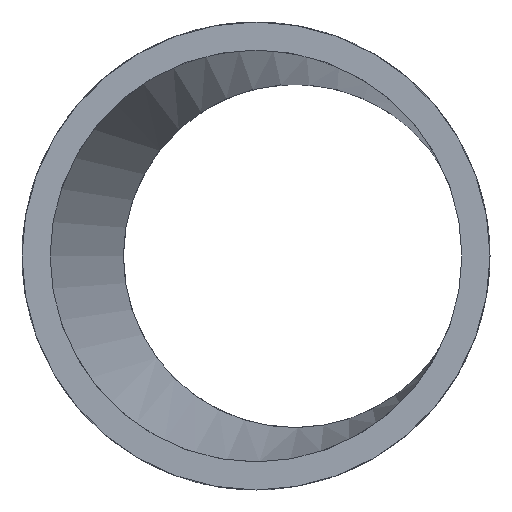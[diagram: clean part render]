
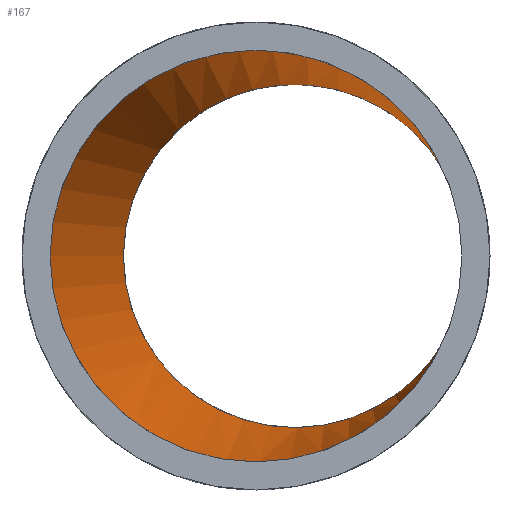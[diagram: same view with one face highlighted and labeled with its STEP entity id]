
A CAD part, left-side view. The second image highlights one B-rep face of the part: STEP entity #167.
In plain terms, the highlighted free-form (B-spline) face has degree [1, 2] with [2, 9] control points.
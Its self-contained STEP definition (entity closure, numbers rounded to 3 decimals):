
#31=CIRCLE('',#195,39.6);
#32=CIRCLE('',#196,39.6);
#33=CIRCLE('',#197,33.);
#34=CIRCLE('',#198,33.);
#35=CIRCLE('',#199,33.);
#36=CIRCLE('',#200,33.);
#37=CIRCLE('',#201,39.6);
#38=CIRCLE('',#202,39.6);
#43=(
BOUNDED_SURFACE()
B_SPLINE_SURFACE(1,2,((#850,#851,#852,#853,#854,#855,#856,#857,#858),(#859,
#860,#861,#862,#863,#864,#865,#866,#867)),.UNSPECIFIED.,.F.,.T.,.F.)
B_SPLINE_SURFACE_WITH_KNOTS((2,2),(3,2,2,2,3),(-0.137,1.505),
(-3.142,-1.571,0.,1.571,3.142),
 .UNSPECIFIED.)
GEOMETRIC_REPRESENTATION_ITEM()
RATIONAL_B_SPLINE_SURFACE(((1.,0.707,1.,0.707,1.,
0.707,1.,0.707,1.),(1.,0.707,1.,0.707,
1.,0.707,1.,0.707,1.)))
REPRESENTATION_ITEM('')
SURFACE()
);
#47=FACE_OUTER_BOUND('',#57,.T.);
#57=EDGE_LOOP('',(#121,#122,#123,#124,#125,#126,#127,#128,#129,#130));
#73=B_SPLINE_CURVE_WITH_KNOTS('',1,(#874,#875),.UNSPECIFIED.,.F.,.F.,(2,
2),(0.002,1.388),.UNSPECIFIED.);
#79=VERTEX_POINT('',#868);
#80=VERTEX_POINT('',#869);
#81=VERTEX_POINT('',#871);
#82=VERTEX_POINT('',#873);
#83=VERTEX_POINT('',#876);
#84=VERTEX_POINT('',#878);
#85=VERTEX_POINT('',#880);
#86=VERTEX_POINT('',#883);
#97=EDGE_CURVE('',#79,#80,#31,.T.);
#98=EDGE_CURVE('',#80,#81,#32,.T.);
#99=EDGE_CURVE('',#81,#82,#73,.T.);
#100=EDGE_CURVE('',#82,#83,#33,.T.);
#101=EDGE_CURVE('',#83,#84,#34,.T.);
#102=EDGE_CURVE('',#84,#85,#35,.T.);
#103=EDGE_CURVE('',#85,#82,#36,.T.);
#104=EDGE_CURVE('',#81,#86,#37,.T.);
#105=EDGE_CURVE('',#86,#79,#38,.T.);
#121=ORIENTED_EDGE('',*,*,#97,.T.);
#122=ORIENTED_EDGE('',*,*,#98,.T.);
#123=ORIENTED_EDGE('',*,*,#99,.T.);
#124=ORIENTED_EDGE('',*,*,#100,.T.);
#125=ORIENTED_EDGE('',*,*,#101,.T.);
#126=ORIENTED_EDGE('',*,*,#102,.T.);
#127=ORIENTED_EDGE('',*,*,#103,.T.);
#128=ORIENTED_EDGE('',*,*,#99,.F.);
#129=ORIENTED_EDGE('',*,*,#104,.T.);
#130=ORIENTED_EDGE('',*,*,#105,.T.);
#167=ADVANCED_FACE('',(#47),#43,.T.);
#195=AXIS2_PLACEMENT_3D('',#870,#215,#216);
#196=AXIS2_PLACEMENT_3D('',#872,#217,#218);
#197=AXIS2_PLACEMENT_3D('',#877,#219,#220);
#198=AXIS2_PLACEMENT_3D('',#879,#221,#222);
#199=AXIS2_PLACEMENT_3D('',#881,#223,#224);
#200=AXIS2_PLACEMENT_3D('',#882,#225,#226);
#201=AXIS2_PLACEMENT_3D('',#884,#227,#228);
#202=AXIS2_PLACEMENT_3D('',#885,#229,#230);
#215=DIRECTION('center_axis',(-1.,0.,0.));
#216=DIRECTION('ref_axis',(0.,-1.,0.));
#217=DIRECTION('center_axis',(-1.,0.,0.));
#218=DIRECTION('ref_axis',(0.,-1.,0.));
#219=DIRECTION('center_axis',(1.,0.,0.));
#220=DIRECTION('ref_axis',(0.,-1.,0.));
#221=DIRECTION('center_axis',(1.,0.,0.));
#222=DIRECTION('ref_axis',(0.,-1.,0.));
#223=DIRECTION('center_axis',(1.,0.,0.));
#224=DIRECTION('ref_axis',(0.,-1.,0.));
#225=DIRECTION('center_axis',(1.,0.,0.));
#226=DIRECTION('ref_axis',(0.,-1.,0.));
#227=DIRECTION('center_axis',(-1.,0.,0.));
#228=DIRECTION('ref_axis',(0.,-1.,0.));
#229=DIRECTION('center_axis',(-1.,0.,0.));
#230=DIRECTION('ref_axis',(0.,-1.,0.));
#850=CARTESIAN_POINT('Ctrl Pts',(89.592,7.59,-40.256));
#851=CARTESIAN_POINT('Ctrl Pts',(95.,47.1,-40.256));
#852=CARTESIAN_POINT('Ctrl Pts',(95.,47.1,0.));
#853=CARTESIAN_POINT('Ctrl Pts',(95.,47.1,40.256));
#854=CARTESIAN_POINT('Ctrl Pts',(89.592,7.59,40.256));
#855=CARTESIAN_POINT('Ctrl Pts',(84.184,-31.92,40.256));
#856=CARTESIAN_POINT('Ctrl Pts',(84.184,-31.92,0.));
#857=CARTESIAN_POINT('Ctrl Pts',(84.184,-31.92,-40.256));
#858=CARTESIAN_POINT('Ctrl Pts',(89.592,7.59,-40.256));
#859=CARTESIAN_POINT('Ctrl Pts',(153.527,-1.161,-32.442));
#860=CARTESIAN_POINT('Ctrl Pts',(157.885,30.68,-32.442));
#861=CARTESIAN_POINT('Ctrl Pts',(157.885,30.68,0.));
#862=CARTESIAN_POINT('Ctrl Pts',(157.885,30.68,32.442));
#863=CARTESIAN_POINT('Ctrl Pts',(153.527,-1.161,32.442));
#864=CARTESIAN_POINT('Ctrl Pts',(149.168,-33.003,32.442));
#865=CARTESIAN_POINT('Ctrl Pts',(149.168,-33.003,0.));
#866=CARTESIAN_POINT('Ctrl Pts',(149.168,-33.003,-32.442));
#867=CARTESIAN_POINT('Ctrl Pts',(153.527,-1.161,-32.442));
#868=CARTESIAN_POINT('',(95.,-27.348,18.809));
#869=CARTESIAN_POINT('',(95.,47.1,0.));
#870=CARTESIAN_POINT('Origin',(95.,7.5,0.));
#871=CARTESIAN_POINT('',(95.,6.85,-39.595));
#872=CARTESIAN_POINT('Origin',(95.,7.5,0.));
#873=CARTESIAN_POINT('',(149.,-0.542,-32.996));
#874=CARTESIAN_POINT('Ctrl Pts',(95.,6.85,-39.595));
#875=CARTESIAN_POINT('Ctrl Pts',(149.,-0.542,-32.996));
#876=CARTESIAN_POINT('',(149.,33.,0.));
#877=CARTESIAN_POINT('Origin',(149.,0.,0.));
#878=CARTESIAN_POINT('',(149.,-29.04,15.674));
#879=CARTESIAN_POINT('Origin',(149.,0.,0.));
#880=CARTESIAN_POINT('',(149.,-29.04,-15.674));
#881=CARTESIAN_POINT('Origin',(149.,0.,0.));
#882=CARTESIAN_POINT('Origin',(149.,0.,0.));
#883=CARTESIAN_POINT('',(95.,-27.348,-18.809));
#884=CARTESIAN_POINT('Origin',(95.,7.5,0.));
#885=CARTESIAN_POINT('Origin',(95.,7.5,0.));
